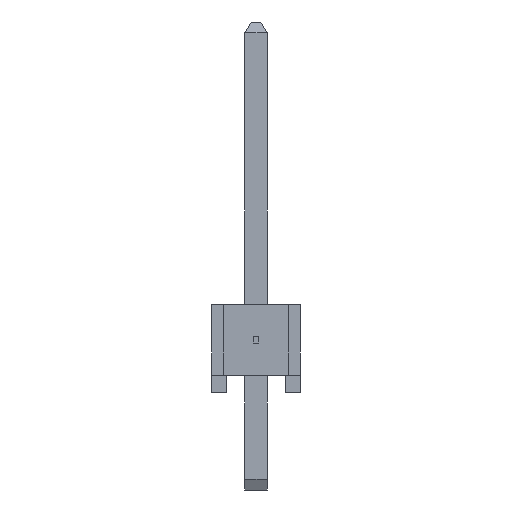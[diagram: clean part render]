
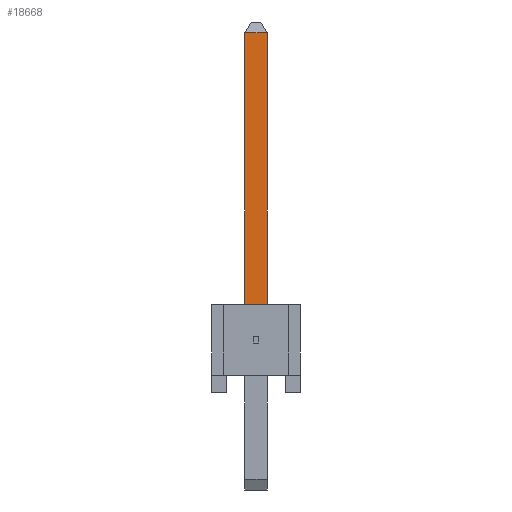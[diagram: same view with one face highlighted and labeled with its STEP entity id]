
A CAD part, left-side view. The second image highlights one B-rep face of the part: STEP entity #18668.
In plain terms, the highlighted planar face has unit normal (-1, 0, 0).
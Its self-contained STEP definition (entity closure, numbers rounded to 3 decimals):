
#18668 = ADVANCED_FACE('',(#18669),#18703,.F.);
#18669 = FACE_BOUND('',#18670,.T.);
#18670 = EDGE_LOOP('',(#18671,#18681,#18689,#18697));
#18671 = ORIENTED_EDGE('',*,*,#18672,.T.);
#18672 = EDGE_CURVE('',#18673,#18675,#18677,.T.);
#18673 = VERTEX_POINT('',#18674);
#18674 = CARTESIAN_POINT('',(-18.098,13.157,0.318));
#18675 = VERTEX_POINT('',#18676);
#18676 = CARTESIAN_POINT('',(-18.098,13.157,-0.318));
#18677 = LINE('',#18678,#18679);
#18678 = CARTESIAN_POINT('',(-18.098,13.157,2.54));
#18679 = VECTOR('',#18680,1.);
#18680 = DIRECTION('',(0.,0.,-1.));
#18681 = ORIENTED_EDGE('',*,*,#18682,.T.);
#18682 = EDGE_CURVE('',#18675,#18683,#18685,.T.);
#18683 = VERTEX_POINT('',#18684);
#18684 = CARTESIAN_POINT('',(-18.098,4.191,-0.318));
#18685 = LINE('',#18686,#18687);
#18686 = CARTESIAN_POINT('',(-18.098,13.462,-0.318));
#18687 = VECTOR('',#18688,1.);
#18688 = DIRECTION('',(0.,-1.,0.));
#18689 = ORIENTED_EDGE('',*,*,#18690,.F.);
#18690 = EDGE_CURVE('',#18691,#18683,#18693,.T.);
#18691 = VERTEX_POINT('',#18692);
#18692 = CARTESIAN_POINT('',(-18.098,4.191,0.318));
#18693 = LINE('',#18694,#18695);
#18694 = CARTESIAN_POINT('',(-18.098,4.191,0.318));
#18695 = VECTOR('',#18696,1.);
#18696 = DIRECTION('',(0.,0.,-1.));
#18697 = ORIENTED_EDGE('',*,*,#18698,.F.);
#18698 = EDGE_CURVE('',#18673,#18691,#18699,.T.);
#18699 = LINE('',#18700,#18701);
#18700 = CARTESIAN_POINT('',(-18.098,13.462,0.318));
#18701 = VECTOR('',#18702,1.);
#18702 = DIRECTION('',(0.,-1.,0.));
#18703 = PLANE('',#18704);
#18704 = AXIS2_PLACEMENT_3D('',#18705,#18706,#18707);
#18705 = CARTESIAN_POINT('',(-18.098,13.462,0.318));
#18706 = DIRECTION('',(1.,0.,0.));
#18707 = DIRECTION('',(0.,0.,-1.));
